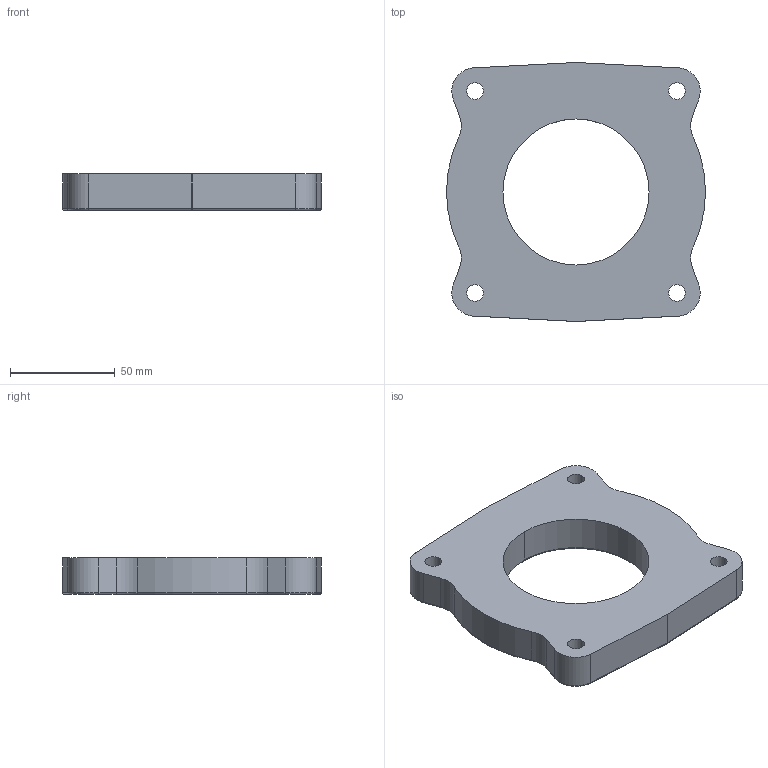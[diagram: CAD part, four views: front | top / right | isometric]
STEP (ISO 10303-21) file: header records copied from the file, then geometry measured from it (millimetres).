
FILE_DESCRIPTION((''),'2;1');
FILE_NAME('B44347_SW0001','2013-01-28T',('jhabe'),(''),'PRO/ENGINEER BY PARAMETRIC TECHNOLOGY CORPORATION, 2011310','PRO/ENGINEER BY PARAMETRIC TECHNOLOGY CORPORATION, 2011310','');
FILE_SCHEMA(('CONFIG_CONTROL_DESIGN'));
Length unit declared in the file: inch
Products named in the file (1): B44347_SW0001
Bounding box: 123.83 x 123.82 x 17.4 mm (x, y, z)
Surface area: 34992.7 mm2 (no closed solid volume)
Topology: 0 solids, 1 shells, 74 faces, 188 edges, 108 vertices
Faces by surface type: cylinder 38, torus 12, plane 10, cone 8, sphere 6
Entity records: 2234 total; most frequent: DIRECTION 434, CARTESIAN_POINT 362, ORIENTED_EDGE 344, AXIS2_PLACEMENT_3D 180, EDGE_CURVE 180, VERTEX_POINT 108, CIRCLE 106, EDGE_LOOP 88
